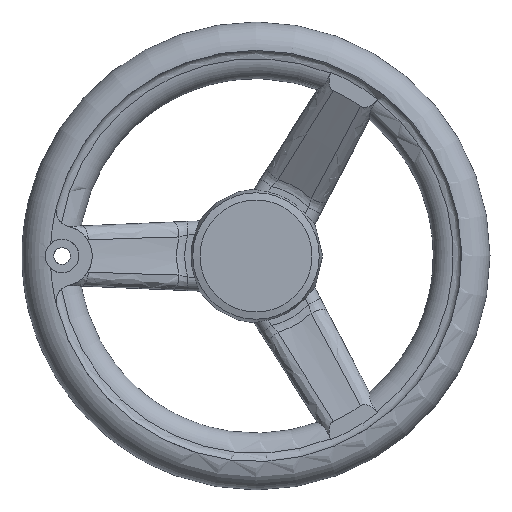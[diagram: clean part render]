
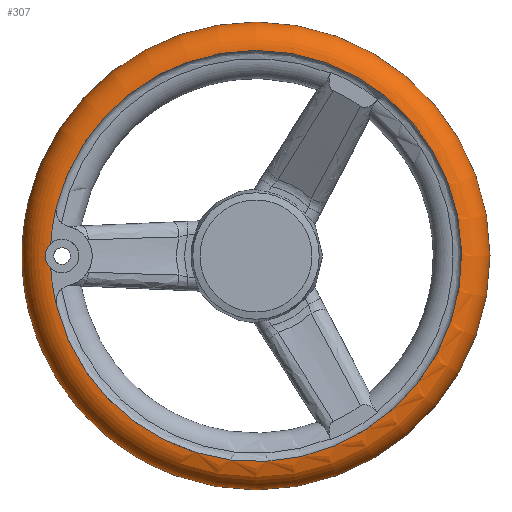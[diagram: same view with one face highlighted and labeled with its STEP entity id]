
A CAD part, left-side view. The second image highlights one B-rep face of the part: STEP entity #307.
In plain terms, the highlighted toroidal (fillet/blend) face has major radius 61.5 mm and minor radius 8.5 mm.
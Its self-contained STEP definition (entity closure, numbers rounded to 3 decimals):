
#307=ADVANCED_FACE('',(#596,#597,#598,#599,#600),#393,.T.);
#393=TOROIDAL_SURFACE('',#1545,61.5,8.5);
#404=B_SPLINE_CURVE_WITH_KNOTS('',3,(#1997,#1998,#1999,#2000,#2001,#2002),
.UNSPECIFIED.,.F.,.F.,(4,2,4),(0.,0.5,1.),.UNSPECIFIED.);
#520=CIRCLE('',#1541,61.5);
#521=CIRCLE('',#1542,61.5);
#522=CIRCLE('',#1543,61.5);
#523=CIRCLE('',#1544,61.5);
#596=FACE_BOUND('',#619,.T.);
#597=FACE_BOUND('',#620,.T.);
#598=FACE_BOUND('',#621,.T.);
#599=FACE_BOUND('',#622,.T.);
#600=FACE_BOUND('',#623,.T.);
#619=EDGE_LOOP('',(#721,#722));
#620=EDGE_LOOP('',(#723));
#621=EDGE_LOOP('',(#724,#725));
#622=EDGE_LOOP('',(#726,#727));
#623=EDGE_LOOP('',(#728,#729,#730,#731));
#721=ORIENTED_EDGE('',*,*,#1314,.T.);
#722=ORIENTED_EDGE('',*,*,#1314,.F.);
#723=ORIENTED_EDGE('',*,*,#1315,.T.);
#724=ORIENTED_EDGE('',*,*,#1316,.F.);
#725=ORIENTED_EDGE('',*,*,#1316,.T.);
#726=ORIENTED_EDGE('',*,*,#1317,.T.);
#727=ORIENTED_EDGE('',*,*,#1317,.F.);
#728=ORIENTED_EDGE('',*,*,#1318,.F.);
#729=ORIENTED_EDGE('',*,*,#1319,.F.);
#730=ORIENTED_EDGE('',*,*,#1320,.F.);
#731=ORIENTED_EDGE('',*,*,#1321,.F.);
#1167=VERTEX_POINT('',#1981);
#1168=VERTEX_POINT('',#1982);
#1169=VERTEX_POINT('',#1984);
#1170=VERTEX_POINT('',#1989);
#1171=VERTEX_POINT('',#1990);
#1172=VERTEX_POINT('',#1995);
#1173=VERTEX_POINT('',#1996);
#1174=VERTEX_POINT('',#2003);
#1175=VERTEX_POINT('',#2004);
#1176=VERTEX_POINT('',#2006);
#1177=VERTEX_POINT('',#2008);
#1314=EDGE_CURVE('',#1167,#1168,#1537,.T.);
#1315=EDGE_CURVE('',#1169,#1169,#520,.T.);
#1316=EDGE_CURVE('',#1170,#1171,#1538,.T.);
#1317=EDGE_CURVE('',#1172,#1173,#1539,.T.);
#1318=EDGE_CURVE('',#1174,#1175,#404,.T.);
#1319=EDGE_CURVE('',#1176,#1174,#521,.T.);
#1320=EDGE_CURVE('',#1177,#1176,#522,.T.);
#1321=EDGE_CURVE('',#1175,#1177,#523,.T.);
#1537=(
BOUNDED_CURVE()
B_SPLINE_CURVE(3,(#1977,#1978,#1979,#1980),.UNSPECIFIED.,.F.,.F.)
B_SPLINE_CURVE_WITH_KNOTS((4,4),(0.,1.),.UNSPECIFIED.)
CURVE()
GEOMETRIC_REPRESENTATION_ITEM()
RATIONAL_B_SPLINE_CURVE((1.,0.995,0.995,1.))
REPRESENTATION_ITEM('')
);
#1538=(
BOUNDED_CURVE()
B_SPLINE_CURVE(3,(#1985,#1986,#1987,#1988),.UNSPECIFIED.,.F.,.F.)
B_SPLINE_CURVE_WITH_KNOTS((4,4),(0.,1.),.UNSPECIFIED.)
CURVE()
GEOMETRIC_REPRESENTATION_ITEM()
RATIONAL_B_SPLINE_CURVE((1.,0.995,0.995,1.))
REPRESENTATION_ITEM('')
);
#1539=(
BOUNDED_CURVE()
B_SPLINE_CURVE(3,(#1991,#1992,#1993,#1994),.UNSPECIFIED.,.F.,.F.)
B_SPLINE_CURVE_WITH_KNOTS((4,4),(0.,1.),.UNSPECIFIED.)
CURVE()
GEOMETRIC_REPRESENTATION_ITEM()
RATIONAL_B_SPLINE_CURVE((1.,0.995,0.995,1.))
REPRESENTATION_ITEM('')
);
#1541=AXIS2_PLACEMENT_3D('',#1983,#1678,#1679);
#1542=AXIS2_PLACEMENT_3D('',#2005,#1680,#1681);
#1543=AXIS2_PLACEMENT_3D('',#2007,#1682,#1683);
#1544=AXIS2_PLACEMENT_3D('',#2009,#1684,#1685);
#1545=AXIS2_PLACEMENT_3D('',#2010,#1686,#1687);
#1678=DIRECTION('',(-1.,0.,0.));
#1679=DIRECTION('',(0.,0.,1.));
#1680=DIRECTION('',(-1.,0.,0.));
#1681=DIRECTION('',(0.,0.,1.));
#1682=DIRECTION('',(-1.,0.,0.));
#1683=DIRECTION('',(0.,0.,1.));
#1684=DIRECTION('',(-1.,0.,0.));
#1685=DIRECTION('',(0.,0.,1.));
#1686=DIRECTION('',(-1.,0.,0.));
#1687=DIRECTION('',(0.,0.,1.));
#1977=CARTESIAN_POINT('',(273.924,120.327,61.744));
#1978=CARTESIAN_POINT('',(273.924,115.141,59.564));
#1979=CARTESIAN_POINT('',(273.924,110.269,56.751));
#1980=CARTESIAN_POINT('',(273.924,105.788,53.35));
#1981=CARTESIAN_POINT('',(273.924,120.327,61.744));
#1982=CARTESIAN_POINT('',(273.924,105.788,53.35));
#1983=CARTESIAN_POINT('',(288.924,146.282,0.));
#1984=CARTESIAN_POINT('',(288.924,146.282,61.5));
#1985=CARTESIAN_POINT('',(273.924,105.788,-53.35));
#1986=CARTESIAN_POINT('',(273.924,110.269,-56.751));
#1987=CARTESIAN_POINT('',(273.924,115.141,-59.564));
#1988=CARTESIAN_POINT('',(273.924,120.327,-61.744));
#1989=CARTESIAN_POINT('',(273.924,105.788,-53.35));
#1990=CARTESIAN_POINT('',(273.924,120.327,-61.744));
#1991=CARTESIAN_POINT('',(273.924,212.731,-8.394));
#1992=CARTESIAN_POINT('',(273.924,213.436,-2.813));
#1993=CARTESIAN_POINT('',(273.924,213.436,2.813));
#1994=CARTESIAN_POINT('',(273.924,212.731,8.394));
#1995=CARTESIAN_POINT('',(273.924,212.731,-8.394));
#1996=CARTESIAN_POINT('',(273.924,212.731,8.394));
#1997=CARTESIAN_POINT('',(271.924,207.668,3.747));
#1998=CARTESIAN_POINT('',(271.924,208.717,2.799));
#1999=CARTESIAN_POINT('',(272.066,209.333,1.398));
#2000=CARTESIAN_POINT('',(272.066,209.331,-1.404));
#2001=CARTESIAN_POINT('',(271.924,208.719,-2.798));
#2002=CARTESIAN_POINT('',(271.924,207.668,-3.747));
#2003=CARTESIAN_POINT('',(271.924,207.668,3.747));
#2004=CARTESIAN_POINT('',(271.924,207.668,-3.747));
#2005=CARTESIAN_POINT('',(271.924,146.282,0.));
#2006=CARTESIAN_POINT('',(271.924,205.964,14.843));
#2007=CARTESIAN_POINT('',(271.924,146.282,0.));
#2008=CARTESIAN_POINT('',(271.924,205.964,-14.843));
#2009=CARTESIAN_POINT('',(271.924,146.282,0.));
#2010=CARTESIAN_POINT('',(280.424,146.282,0.));
